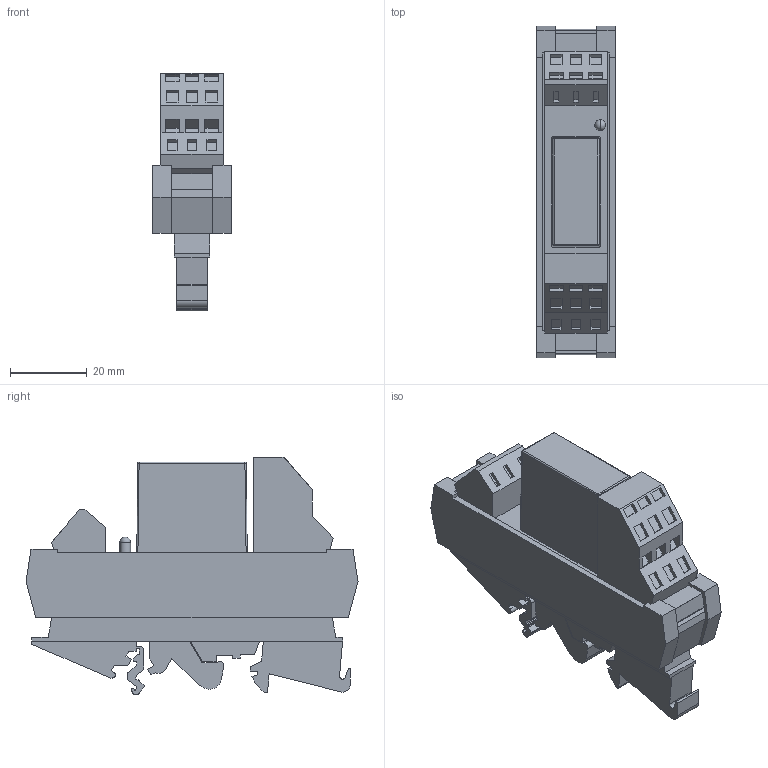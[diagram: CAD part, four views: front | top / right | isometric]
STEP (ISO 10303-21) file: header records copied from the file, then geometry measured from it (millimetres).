
FILE_DESCRIPTION((''),'2;1');
FILE_NAME('C-9-1415536-1','2013-02-27T',('workeradm'),('Tyco Electronics Ltd.'),'PRO/ENGINEER BY PARAMETRIC TECHNOLOGY CORPORATION, 2010430','PRO/ENGINEER BY PARAMETRIC TECHNOLOGY CORPORATION, 2010430','');
FILE_SCHEMA(('AUTOMOTIVE_DESIGN { 1 0 10303 214 1 1 1 1 }'));
Length unit declared in the file: millimetre
Products named in the file (1): C-9-1415536-1
Bounding box: 20.5 x 86.6 x 62.06 mm (x, y, z)
Volume: 53128.8 mm3; surface area: 15925.6 mm2
Topology: 1 solids, 1 shells, 315 faces, 839 edges, 548 vertices
Faces by surface type: plane 270, cylinder 39, sphere 6
Entity records: 9924 total; most frequent: CARTESIAN_POINT 1710, ORIENTED_EDGE 1674, DIRECTION 1539, EDGE_CURVE 837, VECTOR 757, LINE 757, VERTEX_POINT 548, AXIS2_PLACEMENT_3D 391
